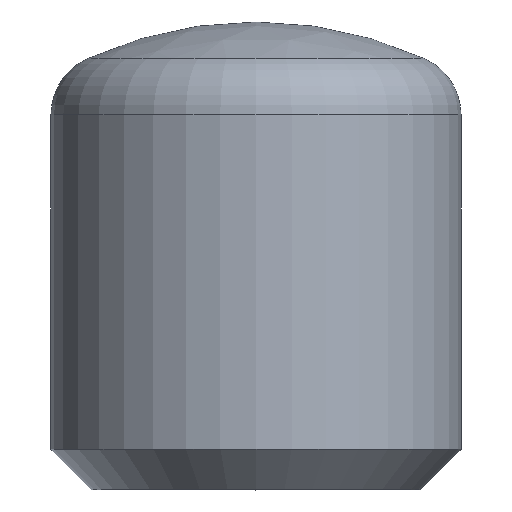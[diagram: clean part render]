
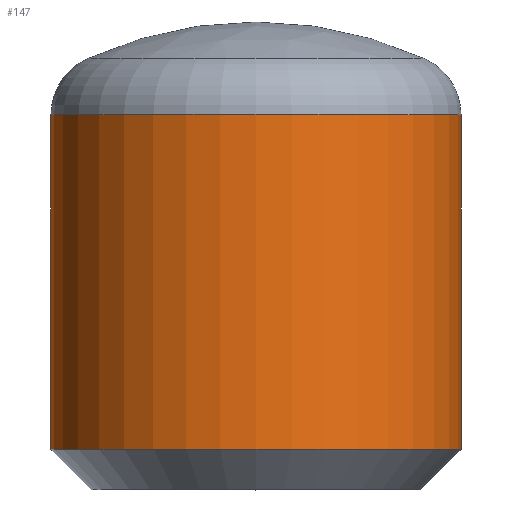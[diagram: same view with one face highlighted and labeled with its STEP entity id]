
A CAD part, top view. The second image highlights one B-rep face of the part: STEP entity #147.
In plain terms, the highlighted cylindrical face has radius 16.7 mm (diameter 33.4 mm), a partial arc.
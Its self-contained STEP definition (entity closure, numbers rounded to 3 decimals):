
#12 = DIRECTION ( 'NONE',  ( 0., 1., 0. ) ) ;
#20 = CARTESIAN_POINT ( 'NONE',  ( -16.7, 3.28, 0. ) ) ;
#32 = VERTEX_POINT ( 'NONE', #298 ) ;
#38 = DIRECTION ( 'NONE',  ( 1., 0., 0. ) ) ;
#48 = CIRCLE ( 'NONE', #320, 16.7 ) ;
#51 = CARTESIAN_POINT ( 'NONE',  ( 16.7, 2817.965, 0. ) ) ;
#89 = DIRECTION ( 'NONE',  ( 0., 1., 0. ) ) ;
#114 = EDGE_CURVE ( 'NONE', #185, #32, #409, .T. ) ;
#118 = DIRECTION ( 'NONE',  ( 0., 1., 0. ) ) ;
#128 = FACE_OUTER_BOUND ( 'NONE', #207, .T. ) ;
#137 = VERTEX_POINT ( 'NONE', #373 ) ;
#143 = ORIENTED_EDGE ( 'NONE', *, *, #114, .F. ) ;
#147 = ADVANCED_FACE ( 'NONE', ( #128 ), #201, .T. ) ;
#156 = CARTESIAN_POINT ( 'NONE',  ( 0., 2817.965, 0. ) ) ;
#161 = AXIS2_PLACEMENT_3D ( 'NONE', #356, #258, #38 ) ;
#171 = AXIS2_PLACEMENT_3D ( 'NONE', #156, #89, #259 ) ;
#185 = VERTEX_POINT ( 'NONE', #20 ) ;
#201 = CYLINDRICAL_SURFACE ( 'NONE', #171, 16.7 ) ;
#207 = EDGE_LOOP ( 'NONE', ( #352, #380, #388, #143 ) ) ;
#223 = CIRCLE ( 'NONE', #161, 16.7 ) ;
#236 = CARTESIAN_POINT ( 'NONE',  ( 0., 30.538, 0. ) ) ;
#258 = DIRECTION ( 'NONE',  ( 0., 1., 0. ) ) ;
#259 = DIRECTION ( 'NONE',  ( -1., 0., 0. ) ) ;
#266 = CARTESIAN_POINT ( 'NONE',  ( -16.7, 2817.965, 0. ) ) ;
#281 = VECTOR ( 'NONE', #12, 1000. ) ;
#293 = CARTESIAN_POINT ( 'NONE',  ( 16.7, 30.538, 0. ) ) ;
#298 = CARTESIAN_POINT ( 'NONE',  ( -16.7, 30.538, 0. ) ) ;
#320 = AXIS2_PLACEMENT_3D ( 'NONE', #236, #375, #387 ) ;
#352 = ORIENTED_EDGE ( 'NONE', *, *, #444, .T. ) ;
#356 = CARTESIAN_POINT ( 'NONE',  ( 0., 3.28, 0. ) ) ;
#364 = EDGE_CURVE ( 'NONE', #32, #426, #48, .T. ) ;
#372 = VECTOR ( 'NONE', #118, 1000. ) ;
#373 = CARTESIAN_POINT ( 'NONE',  ( 16.7, 3.28, 0. ) ) ;
#375 = DIRECTION ( 'NONE',  ( 0., 1., 0. ) ) ;
#380 = ORIENTED_EDGE ( 'NONE', *, *, #434, .T. ) ;
#387 = DIRECTION ( 'NONE',  ( -1., 0., 0. ) ) ;
#388 = ORIENTED_EDGE ( 'NONE', *, *, #364, .F. ) ;
#409 = LINE ( 'NONE', #266, #281 ) ;
#426 = VERTEX_POINT ( 'NONE', #293 ) ;
#431 = LINE ( 'NONE', #51, #372 ) ;
#434 = EDGE_CURVE ( 'NONE', #137, #426, #431, .T. ) ;
#444 = EDGE_CURVE ( 'NONE', #185, #137, #223, .T. ) ;
